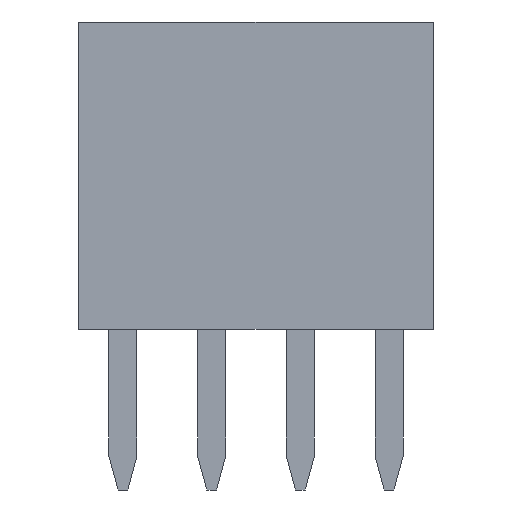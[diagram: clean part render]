
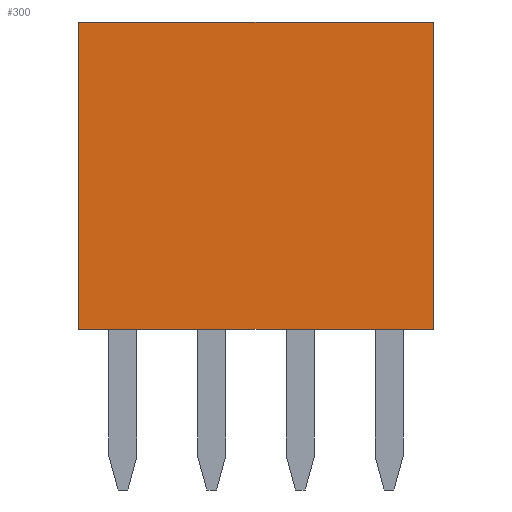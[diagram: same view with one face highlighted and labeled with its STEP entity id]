
A CAD part, front view. The second image highlights one B-rep face of the part: STEP entity #300.
In plain terms, the highlighted planar face has unit normal (0, -1, 0).
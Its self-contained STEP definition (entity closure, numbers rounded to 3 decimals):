
#300=ADVANCED_FACE('',(#2584),#2586,.T.);
#2584=FACE_BOUND('',#2585,.T.);
#2585=EDGE_LOOP('',(#4385,#4386,#4387,#4388));
#2586=PLANE('',#2587);
#2587=AXIS2_PLACEMENT_3D('',#2588,#2589,#2590);
#2588=CARTESIAN_POINT('',(-0.635,-0.9,0.));
#2589=DIRECTION('',(0.,-1.,0.));
#2590=DIRECTION('',(1.,0.,0.));
#4385=ORIENTED_EDGE('',*,*,#5644,.T.);
#4386=ORIENTED_EDGE('',*,*,#5682,.T.);
#4387=ORIENTED_EDGE('',*,*,#5683,.F.);
#4388=ORIENTED_EDGE('',*,*,#5649,.F.);
#5644=EDGE_CURVE('',#6365,#6363,#6366,.T.);
#5649=EDGE_CURVE('',#6365,#6373,#6374,.T.);
#5682=EDGE_CURVE('',#6363,#6424,#6426,.T.);
#5683=EDGE_CURVE('',#6373,#6424,#6427,.T.);
#6363=VERTEX_POINT('',#7567);
#6365=VERTEX_POINT('',#7571);
#6366=LINE('',#7572,#7573);
#6373=VERTEX_POINT('',#7589);
#6374=LINE('',#7590,#7591);
#6424=VERTEX_POINT('',#7704);
#6426=LINE('',#7708,#7709);
#6427=LINE('',#7711,#7712);
#7567=CARTESIAN_POINT('',(4.445,-0.9,0.));
#7571=CARTESIAN_POINT('',(-0.635,-0.9,0.));
#7572=CARTESIAN_POINT('',(-0.635,-0.9,0.));
#7573=VECTOR('',#7574,1.);
#7574=DIRECTION('',(1.,0.,0.));
#7589=CARTESIAN_POINT('',(-0.635,-0.9,4.4));
#7590=CARTESIAN_POINT('',(-0.635,-0.9,0.));
#7591=VECTOR('',#7592,1.);
#7592=DIRECTION('',(0.,0.,1.));
#7704=CARTESIAN_POINT('',(4.445,-0.9,4.4));
#7708=CARTESIAN_POINT('',(4.445,-0.9,0.));
#7709=VECTOR('',#7710,1.);
#7710=DIRECTION('',(0.,0.,1.));
#7711=CARTESIAN_POINT('',(-0.635,-0.9,4.4));
#7712=VECTOR('',#7713,1.);
#7713=DIRECTION('',(1.,0.,0.));
